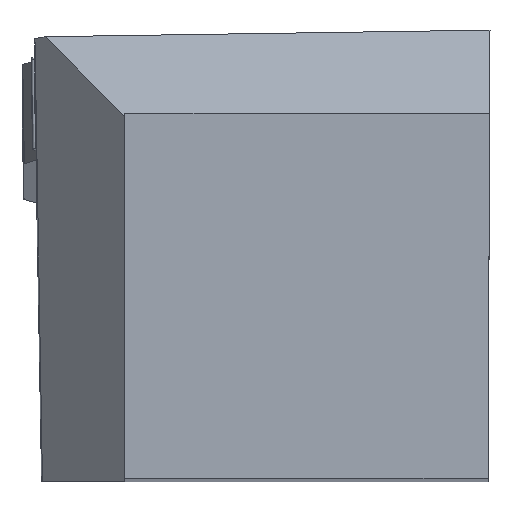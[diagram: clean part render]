
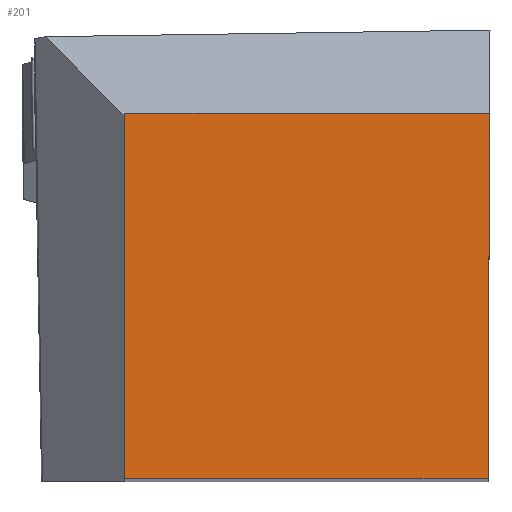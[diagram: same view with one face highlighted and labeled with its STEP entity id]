
A CAD part, top view. The second image highlights one B-rep face of the part: STEP entity #201.
In plain terms, the highlighted planar face has unit normal (0, 0, 1).
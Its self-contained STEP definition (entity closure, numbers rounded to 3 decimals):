
#201=ADVANCED_FACE('BLANK_BOXF006',(#305),#245,.F.);
#245=PLANE('',#1491);
#305=FACE_OUTER_BOUND('',#375,.T.);
#375=EDGE_LOOP('',(#721,#722,#723,#724));
#721=ORIENTED_EDGE('',*,*,#1044,.F.);
#722=ORIENTED_EDGE('',*,*,#1019,.F.);
#723=ORIENTED_EDGE('',*,*,#1043,.F.);
#724=ORIENTED_EDGE('',*,*,#1045,.F.);
#855=VERTEX_POINT('',#2348);
#856=VERTEX_POINT('',#2350);
#872=VERTEX_POINT('',#2395);
#873=VERTEX_POINT('',#2399);
#1019=EDGE_CURVE('',#855,#856,#1156,.T.);
#1043=EDGE_CURVE('',#872,#855,#1180,.T.);
#1044=EDGE_CURVE('',#856,#873,#1181,.T.);
#1045=EDGE_CURVE('',#873,#872,#1182,.T.);
#1156=LINE('',#2349,#1293);
#1180=LINE('',#2396,#1317);
#1181=LINE('',#2398,#1318);
#1182=LINE('',#2400,#1319);
#1293=VECTOR('',#1796,1.);
#1317=VECTOR('',#1832,1.);
#1318=VECTOR('',#1835,1.);
#1319=VECTOR('',#1836,1.);
#1491=AXIS2_PLACEMENT_3D('',#2401,#1837,#1838);
#1796=DIRECTION('',(-1.,0.,0.));
#1832=DIRECTION('',(-0.004,-1.,0.));
#1835=DIRECTION('',(0.,1.,0.));
#1836=DIRECTION('',(1.,0.,0.));
#1837=DIRECTION('',(0.,0.,-1.));
#1838=DIRECTION('',(0.,-1.,0.));
#2348=CARTESIAN_POINT('',(-0.069,0.,0.));
#2349=CARTESIAN_POINT('',(101.35,0.,0.));
#2350=CARTESIAN_POINT('',(-15.875,0.,0.));
#2395=CARTESIAN_POINT('',(0.,15.875,0.));
#2396=CARTESIAN_POINT('',(0.373,101.349,0.));
#2398=CARTESIAN_POINT('',(-15.875,-101.35,0.));
#2399=CARTESIAN_POINT('',(-15.875,15.875,0.));
#2400=CARTESIAN_POINT('',(-101.35,15.875,0.));
#2401=CARTESIAN_POINT('',(-36.225,-5.,0.));
